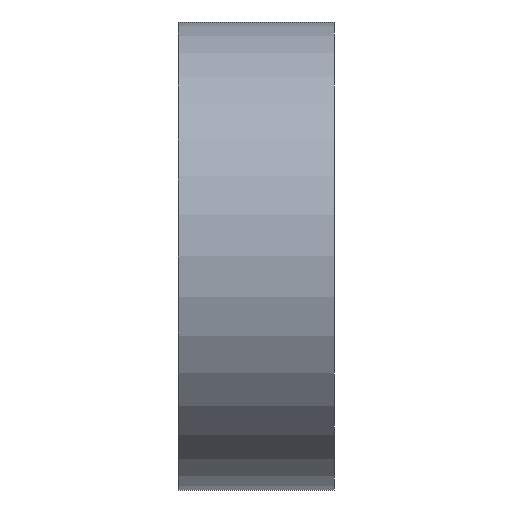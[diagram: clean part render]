
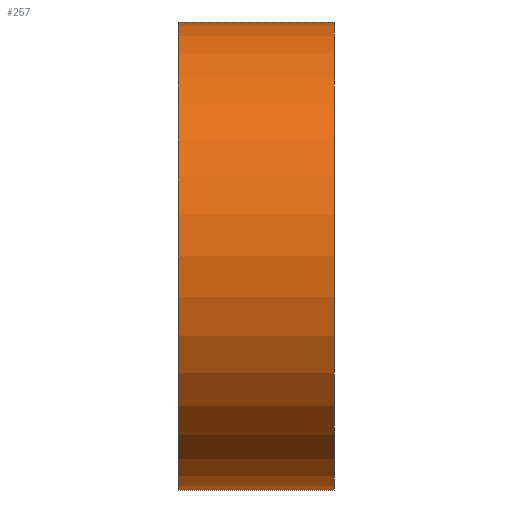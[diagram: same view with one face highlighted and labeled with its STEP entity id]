
A CAD part, front view. The second image highlights one B-rep face of the part: STEP entity #257.
In plain terms, the highlighted cylindrical face has radius 4.5 mm (diameter 9 mm), a partial arc.
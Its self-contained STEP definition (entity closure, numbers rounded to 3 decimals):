
#6 = CIRCLE ( 'NONE', #203, 4.5 ) ;
#17 = EDGE_CURVE ( 'NONE', #329, #303, #33, .T. ) ;
#27 = DIRECTION ( 'NONE',  ( 1., 0., 0. ) ) ;
#33 = LINE ( 'NONE', #296, #245 ) ;
#42 = CARTESIAN_POINT ( 'NONE',  ( 3., 0., 0. ) ) ;
#57 = VERTEX_POINT ( 'NONE', #193 ) ;
#59 = DIRECTION ( 'NONE',  ( -1., 0., 0. ) ) ;
#63 = ORIENTED_EDGE ( 'NONE', *, *, #211, .T. ) ;
#89 = EDGE_CURVE ( 'NONE', #239, #303, #6, .T. ) ;
#90 = DIRECTION ( 'NONE',  ( 1., 0., 0. ) ) ;
#91 = FACE_OUTER_BOUND ( 'NONE', #244, .T. ) ;
#97 = CARTESIAN_POINT ( 'NONE',  ( 3., 0., 4.5 ) ) ;
#100 = CARTESIAN_POINT ( 'NONE',  ( 0., 0., -4.5 ) ) ;
#110 = ORIENTED_EDGE ( 'NONE', *, *, #17, .F. ) ;
#118 = DIRECTION ( 'NONE',  ( -1., 0., 0. ) ) ;
#131 = DIRECTION ( 'NONE',  ( -1., 0., 0. ) ) ;
#153 = CARTESIAN_POINT ( 'NONE',  ( 3., 0., -4.5 ) ) ;
#173 = CYLINDRICAL_SURFACE ( 'NONE', #253, 4.5 ) ;
#174 = DIRECTION ( 'NONE',  ( 0., 0., 1. ) ) ;
#187 = AXIS2_PLACEMENT_3D ( 'NONE', #42, #90, #230 ) ;
#193 = CARTESIAN_POINT ( 'NONE',  ( 3., 0., 4.5 ) ) ;
#195 = EDGE_CURVE ( 'NONE', #57, #329, #252, .T. ) ;
#196 = DIRECTION ( 'NONE',  ( 0., 0., 1. ) ) ;
#203 = AXIS2_PLACEMENT_3D ( 'NONE', #331, #27, #196 ) ;
#211 = EDGE_CURVE ( 'NONE', #57, #239, #347, .T. ) ;
#223 = ORIENTED_EDGE ( 'NONE', *, *, #89, .T. ) ;
#230 = DIRECTION ( 'NONE',  ( 0., 0., 1. ) ) ;
#232 = VECTOR ( 'NONE', #118, 1000. ) ;
#239 = VERTEX_POINT ( 'NONE', #311 ) ;
#244 = EDGE_LOOP ( 'NONE', ( #223, #110, #335, #63 ) ) ;
#245 = VECTOR ( 'NONE', #59, 1000. ) ;
#252 = CIRCLE ( 'NONE', #187, 4.5 ) ;
#253 = AXIS2_PLACEMENT_3D ( 'NONE', #287, #131, #174 ) ;
#257 = ADVANCED_FACE ( 'NONE', ( #91 ), #173, .T. ) ;
#287 = CARTESIAN_POINT ( 'NONE',  ( 3., 0., 0. ) ) ;
#296 = CARTESIAN_POINT ( 'NONE',  ( 3., 0., -4.5 ) ) ;
#303 = VERTEX_POINT ( 'NONE', #100 ) ;
#311 = CARTESIAN_POINT ( 'NONE',  ( 0., 0., 4.5 ) ) ;
#329 = VERTEX_POINT ( 'NONE', #153 ) ;
#331 = CARTESIAN_POINT ( 'NONE',  ( 0., 0., 0. ) ) ;
#335 = ORIENTED_EDGE ( 'NONE', *, *, #195, .F. ) ;
#347 = LINE ( 'NONE', #97, #232 ) ;
